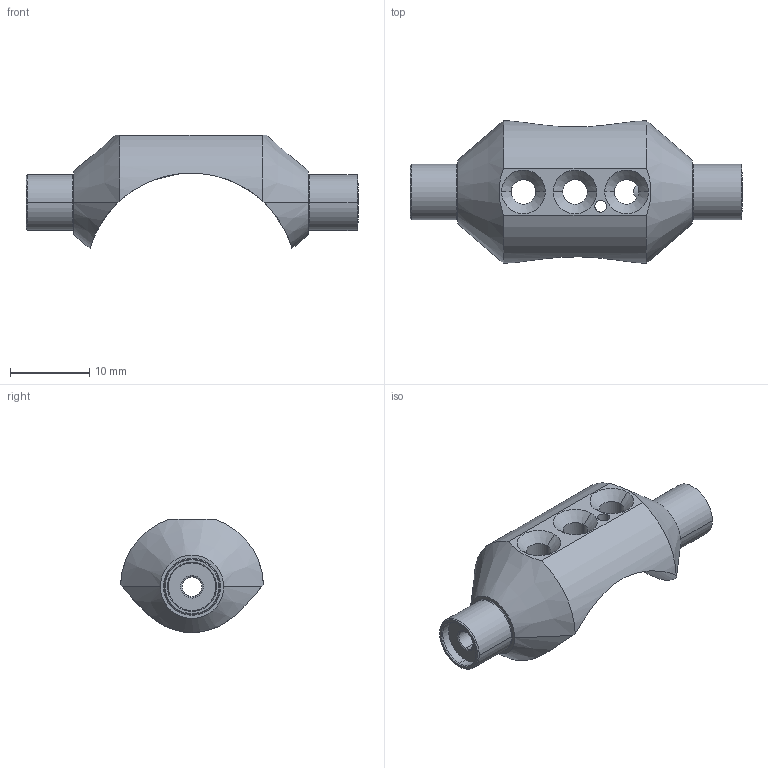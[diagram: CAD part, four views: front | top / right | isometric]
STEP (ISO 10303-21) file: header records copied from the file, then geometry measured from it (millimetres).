
FILE_DESCRIPTION((''),'2;1');
FILE_NAME('RC_IIT_010_P_020','2021-10-19T14:05:29',('silo-mech'),(''),'CREO PARAMETRIC BY PTC INC, 2020454','CREO PARAMETRIC BY PTC INC, 2020454','');
FILE_SCHEMA(('CONFIG_CONTROL_DESIGN'));
Length unit declared in the file: millimetre
Products named in the file (1): RC_IIT_010_P_020
Bounding box: 41.85 x 17.99 x 14.29 mm (x, y, z)
Volume: 2733.9 mm3; surface area: 2145.4 mm2
Topology: 1 solids, 2 shells, 53 faces, 128 edges, 78 vertices
Faces by surface type: cylinder 23, cone 20, plane 6, torus 4
Entity records: 1893 total; most frequent: CARTESIAN_POINT 597, DIRECTION 266, ORIENTED_EDGE 252, EDGE_CURVE 128, AXIS2_PLACEMENT_3D 112, VERTEX_POINT 78, EDGE_LOOP 66, CIRCLE 58
